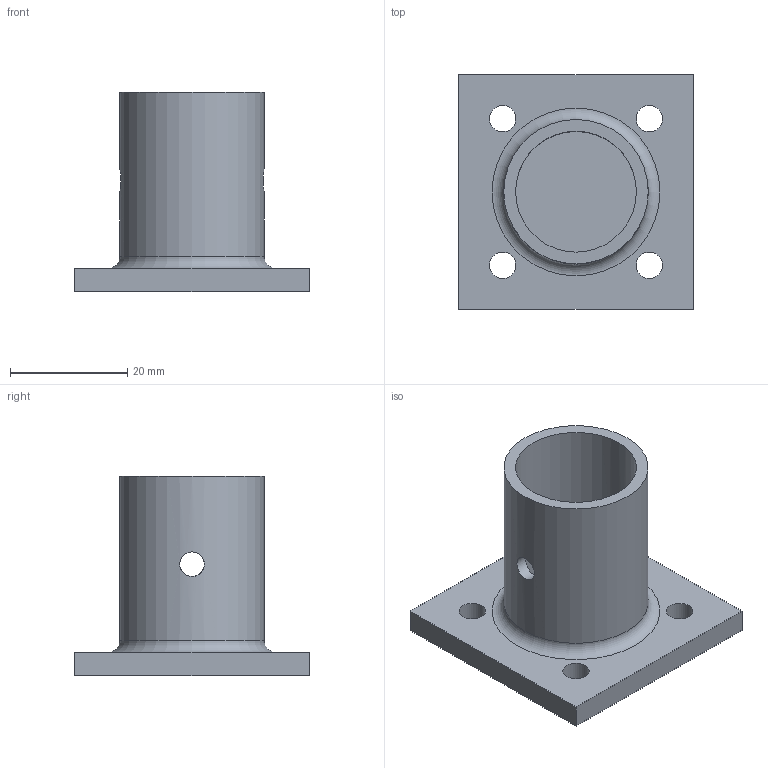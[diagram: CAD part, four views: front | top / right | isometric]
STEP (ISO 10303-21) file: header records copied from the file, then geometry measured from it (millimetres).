
FILE_DESCRIPTION(/* description */ (''),/* implementation_level */ '2;1');
FILE_NAME(/* name */ 'Testsuspension v2.stp',/* time_stamp */ '2020-12-05T18:18:08+01:00',/* author */ (''),/* organization */ (''),/* preprocessor_version */ 'ST-DEVELOPER v18.1',/* originating_system */ 'Autodesk Translation Framework v9.3.0.1241',/* authorisation */ '');
FILE_SCHEMA (('AUTOMOTIVE_DESIGN { 1 0 10303 214 3 1 1 }'));
Length unit declared in the file: millimetre
Products named in the file (1): Test_suspension
Bounding box: 40 x 40 x 34 mm (x, y, z)
Volume: 10418.7 mm3; surface area: 8132 mm2
Topology: 1 solids, 1 shells, 17 faces, 47 edges, 32 vertices
Faces by surface type: cylinder 8, plane 8, torus 1
Full cylindrical faces by diameter (mm): 4.2 x2, 4.5 x4, 20.6 x1, 24.6 x1
Entity records: 732 total; most frequent: CARTESIAN_POINT 236, ORIENTED_EDGE 94, DIRECTION 86, EDGE_CURVE 47, VERTEX_POINT 32, AXIS2_PLACEMENT_3D 32, EDGE_LOOP 29, LINE 22
